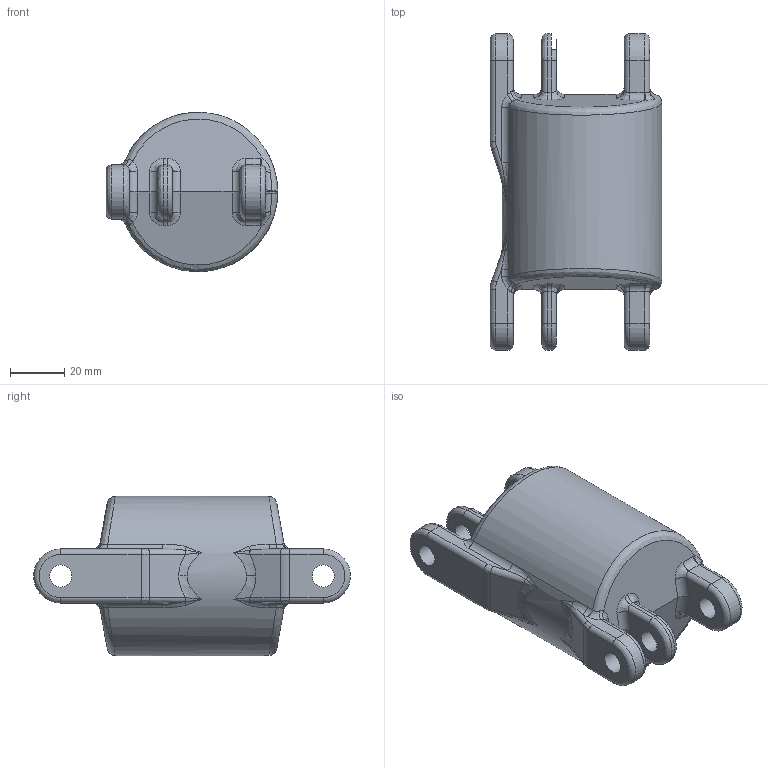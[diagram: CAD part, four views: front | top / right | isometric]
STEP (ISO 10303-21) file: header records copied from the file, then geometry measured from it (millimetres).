
FILE_DESCRIPTION (( 'STEP AP214' ), '1' );
FILE_NAME ('Z100414_Gunnebo.step', '2019-03-11T17:45:32', ( '' ), ( '' ), 'SwSTEP 2.0', 'SolidWorks 2010', '' );
FILE_SCHEMA (( 'AUTOMOTIVE_DESIGN' ));
Length unit declared in the file: millimetre
Products named in the file (1): Z100414_Gunnebo
Bounding box: 63.5 x 117.25 x 58.9 mm (x, y, z)
Volume: 205546.3 mm3; surface area: 24562.5 mm2
Topology: 1 solids, 1 shells, 181 faces, 425 edges, 241 vertices
Faces by surface type: bspline 80, cylinder 71, plane 30
Full cylindrical faces by diameter (mm): 8.2 x6, 59 x1
Entity records: 11113 total; most frequent: CARTESIAN_POINT 7791, ORIENTED_EDGE 824, DIRECTION 451, EDGE_CURVE 412, VERTEX_POINT 240, B_SPLINE_CURVE_WITH_KNOTS 209, EDGE_LOOP 200, FACE_OUTER_BOUND 188
